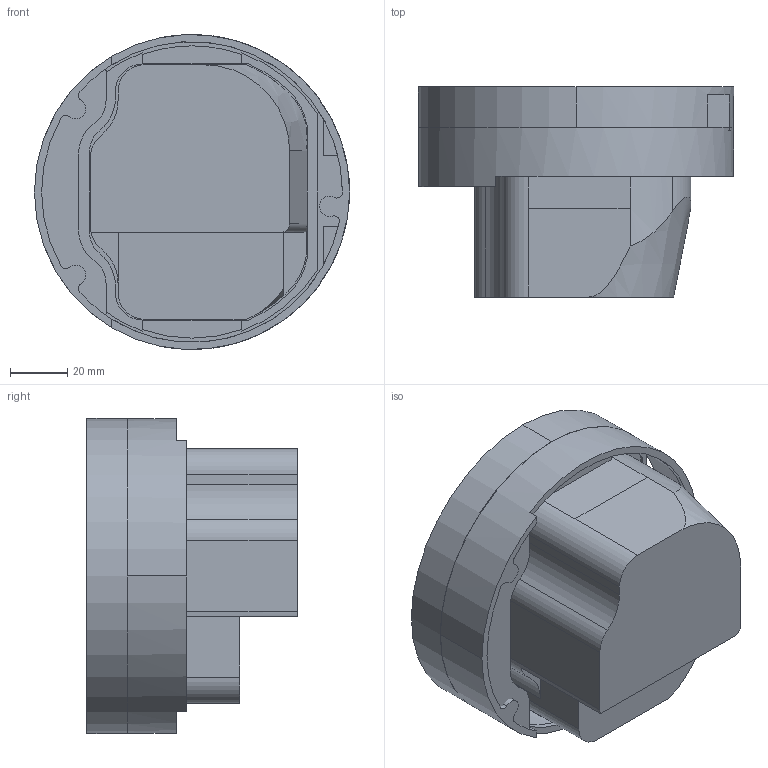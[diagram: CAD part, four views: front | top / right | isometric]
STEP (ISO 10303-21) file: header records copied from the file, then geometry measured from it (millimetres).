
FILE_DESCRIPTION (( 'STEP AP214' ), '1' );
FILE_NAME ('30888DA.stp', '2016-05-03T06:31:05', ( '' ), ( '' ), 'SwSTEP 2.0', 'SolidWorks 2014', '' );
FILE_SCHEMA (( 'AUTOMOTIVE_DESIGN' ));
Length unit declared in the file: millimetre
Products named in the file (11): 30310C_Standard; 43531A_Standard; 43502C_Standard; 43507A_Standard; 43504A_Standard; 43506A_Standard; 43498A_Standard; 43505A_Standard; 43501A_Standard; 43496L_Standard; 30888DA
Assembly tree (10 placements, depth 2):
  30888DA
    43496L_Standard
    43501A_Standard
    43505A_Standard
    43498A_Standard
    43506A_Standard
    43504A_Standard
    43507A_Standard
    43502C_Standard
    43531A_Standard
    30310C_Standard
Bounding box: 110 x 73.45 x 110 mm (x, y, z)
Volume: 150740.1 mm3; surface area: 128801.4 mm2
Topology: 11 solids, 11 shells, 417 faces, 1169 edges, 777 vertices
Faces by surface type: plane 250, cylinder 158, cone 7, bspline 2
Entity records: 14519 total; most frequent: CARTESIAN_POINT 2713, ORIENTED_EDGE 2338, DIRECTION 2322, EDGE_CURVE 1169, LINE 786, VECTOR 786, VERTEX_POINT 777, AXIS2_PLACEMENT_3D 768
